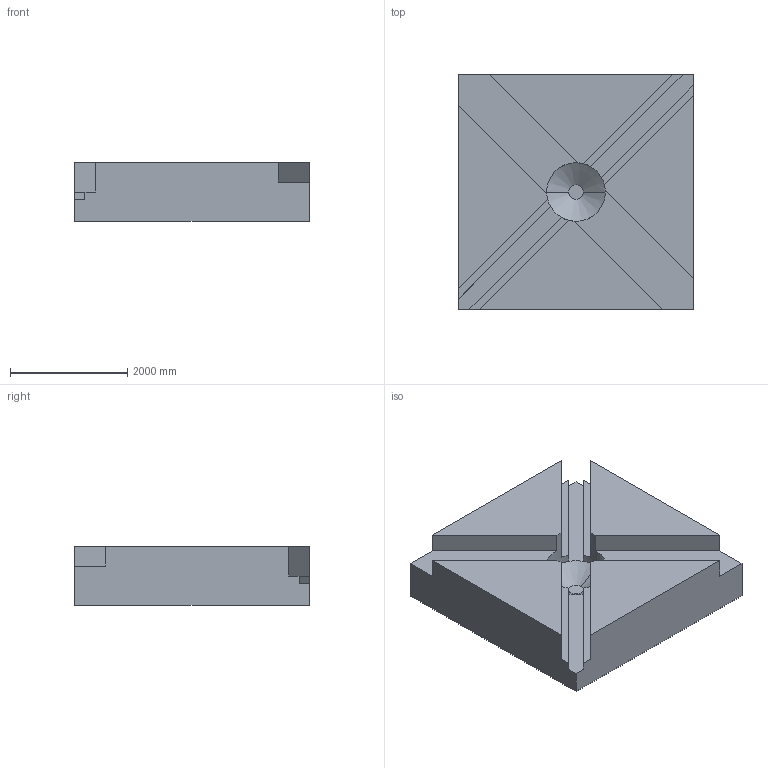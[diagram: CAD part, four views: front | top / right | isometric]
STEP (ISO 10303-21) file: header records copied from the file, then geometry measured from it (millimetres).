
FILE_DESCRIPTION(('produced by SPATIAL CORP'),'2;1');
FILE_NAME( 'vand_orig.step.hh.sat.stp','2002-04-22T09:58:29+00:00',('SPATIAL CORP'),( 'SPATIAL CORP'),'ACIS STEP Husk','http://www.spatial.com', 'SPATIAL CORP');
FILE_SCHEMA(('CONFIG_CONTROL_DESIGN'));
Length unit declared in the file: millimetre
Products named in the file (1): PRODUCT_ID_1
Bounding box: 4000 x 4000 x 1000 mm (x, y, z)
Volume: 13083237690.2 mm3; surface area: 55672555.2 mm2
Topology: 1 solids, 1 shells, 36 faces, 96 edges, 62 vertices
Faces by surface type: plane 30, cylinder 4, cone 2
Entity records: 1157 total; most frequent: ORIENTED_EDGE 192, CARTESIAN_POINT 186, DIRECTION 172, EDGE_CURVE 96, VECTOR 76, LINE 76, VERTEX_POINT 62, AXIS2_PLACEMENT_3D 48
